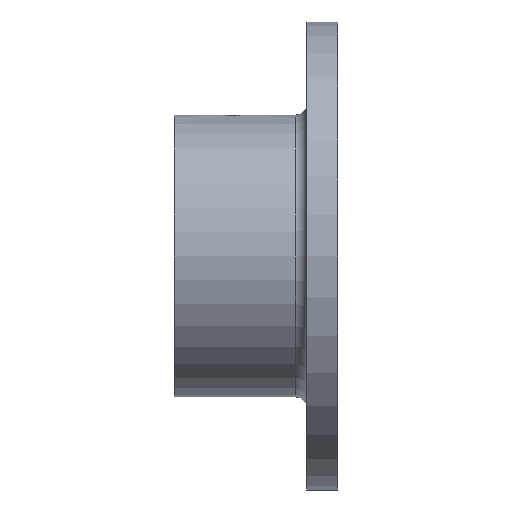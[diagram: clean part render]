
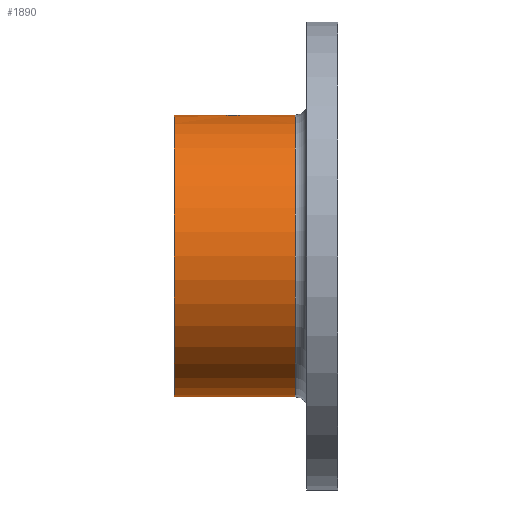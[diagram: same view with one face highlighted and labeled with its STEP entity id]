
A CAD part, left-side view. The second image highlights one B-rep face of the part: STEP entity #1890.
In plain terms, the highlighted cylindrical face has radius 24.1 mm (diameter 48.2 mm), a partial arc.
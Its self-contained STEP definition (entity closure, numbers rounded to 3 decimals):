
#100 = VERTEX_POINT ( 'NONE', #895 ) ;
#113 = VERTEX_POINT ( 'NONE', #2283 ) ;
#180 = CARTESIAN_POINT ( 'NONE',  ( -0.931, 19.888, 24.082 ) ) ;
#393 = CARTESIAN_POINT ( 'NONE',  ( 0., 28., -24.1 ) ) ;
#895 = CARTESIAN_POINT ( 'NONE',  ( 0., 7.3, -24.1 ) ) ;
#1134 = CARTESIAN_POINT ( 'NONE',  ( -0.544, 15.967, 24.094 ) ) ;
#1493 = CARTESIAN_POINT ( 'NONE',  ( -0.276, 20.086, 24.099 ) ) ;
#1772 = VERTEX_POINT ( 'NONE', #3981 ) ;
#1866 = VERTEX_POINT ( 'NONE', #393 ) ;
#1890 = ADVANCED_FACE ( 'NONE', ( #19710 ), #9377, .T. ) ;
#2016 = CARTESIAN_POINT ( 'NONE',  ( 0., 0., 24.1 ) ) ;
#2260 = CARTESIAN_POINT ( 'NONE',  ( 0., 0., 24.1 ) ) ;
#2283 = CARTESIAN_POINT ( 'NONE',  ( 0., 7.3, 24.1 ) ) ;
#2679 = VECTOR ( 'NONE', #14768, 1000. ) ;
#2840 = LINE ( 'NONE', #2016, #12516 ) ;
#3195 = CARTESIAN_POINT ( 'NONE',  ( -2.033, 18.545, 24.014 ) ) ;
#3478 = CARTESIAN_POINT ( 'NONE',  ( -1.822, 19.053, 24.031 ) ) ;
#3767 = DIRECTION ( 'NONE',  ( 0., -1., 0. ) ) ;
#3981 = CARTESIAN_POINT ( 'NONE',  ( 0., 20.1, 24.1 ) ) ;
#4163 = CARTESIAN_POINT ( 'NONE',  ( -0.677, 16.007, 24.091 ) ) ;
#4203 = DIRECTION ( 'NONE',  ( 0., 0., -1. ) ) ;
#4853 = CARTESIAN_POINT ( 'NONE',  ( -1.053, 19.822, 24.077 ) ) ;
#4925 = CARTESIAN_POINT ( 'NONE',  ( -1.888, 18.931, 24.026 ) ) ;
#5256 = ORIENTED_EDGE ( 'NONE', *, *, #7726, .F. ) ;
#5947 = CARTESIAN_POINT ( 'NONE',  ( -1.281, 16.33, 24.066 ) ) ;
#6011 = AXIS2_PLACEMENT_3D ( 'NONE', #15381, #10431, #15318 ) ;
#6175 = CARTESIAN_POINT ( 'NONE',  ( 0., 20.1, 24.1 ) ) ;
#6388 = CARTESIAN_POINT ( 'NONE',  ( -1.993, 18.676, 24.018 ) ) ;
#6418 = CARTESIAN_POINT ( 'NONE',  ( -2.1, 18., 24.008 ) ) ;
#6576 = CARTESIAN_POINT ( 'NONE',  ( -2.1, 18.137, 24.008 ) ) ;
#6935 = CARTESIAN_POINT ( 'NONE',  ( 0., 15.9, 24.1 ) ) ;
#7249 = DIRECTION ( 'NONE',  ( 0., -1., 0. ) ) ;
#7423 = CARTESIAN_POINT ( 'NONE',  ( -1.679, 16.709, 24.042 ) ) ;
#7555 = CARTESIAN_POINT ( 'NONE',  ( 0., 15.9, 24.1 ) ) ;
#7561 = VECTOR ( 'NONE', #3767, 1000. ) ;
#7726 = EDGE_CURVE ( 'NONE', #1772, #16001, #9288, .T. ) ;
#7781 = CARTESIAN_POINT ( 'NONE',  ( -0.137, 20.1, 24.1 ) ) ;
#7991 = CARTESIAN_POINT ( 'NONE',  ( -1.67, 19.281, 24.042 ) ) ;
#8183 = DIRECTION ( 'NONE',  ( 0., 0., -1. ) ) ;
#8200 = CARTESIAN_POINT ( 'NONE',  ( -2.1, 18., 24.008 ) ) ;
#8255 = DIRECTION ( 'NONE',  ( 0., -1., 0. ) ) ;
#8571 = ORIENTED_EDGE ( 'NONE', *, *, #14682, .T. ) ;
#8617 = AXIS2_PLACEMENT_3D ( 'NONE', #19066, #12725, #8183 ) ;
#8958 = CARTESIAN_POINT ( 'NONE',  ( -0.932, 16.113, 24.082 ) ) ;
#9041 = EDGE_CURVE ( 'NONE', #113, #100, #18287, .T. ) ;
#9090 = CARTESIAN_POINT ( 'NONE',  ( -2.045, 17.449, 24.013 ) ) ;
#9288 = B_SPLINE_CURVE_WITH_KNOTS ( 'NONE', 3,
 ( #6175, #7781, #1493, #9385, #9649, #180, #4853, #14278, #14406, #12675, #7991, #3478, #4925, #6388, #3195, #15790, #6576, #8200 ),
 .UNSPECIFIED., .F., .F.,
 ( 4, 2, 2, 2, 2, 2, 2, 2, 4 ),
 ( 0.003, 0.004, 0.004, 0.005, 0.005, 0.005, 0.006, 0.006, 0.007 ),
 .UNSPECIFIED. ) ;
#9377 = CYLINDRICAL_SURFACE ( 'NONE', #6011, 24.1 ) ;
#9385 = CARTESIAN_POINT ( 'NONE',  ( -0.545, 20.033, 24.094 ) ) ;
#9649 = CARTESIAN_POINT ( 'NONE',  ( -0.676, 19.993, 24.091 ) ) ;
#10221 = B_SPLINE_CURVE_WITH_KNOTS ( 'NONE', 3,
 ( #12059, #13640, #9090, #17010, #7423, #10743, #5947, #16734, #8958, #4163, #1134, #15218, #15354, #7555 ),
 .UNSPECIFIED., .F., .F.,
 ( 4, 2, 2, 2, 2, 2, 4 ),
 ( 0.007, 0.007, 0.008, 0.009, 0.009, 0.009, 0.01 ),
 .UNSPECIFIED. ) ;
#10367 = ORIENTED_EDGE ( 'NONE', *, *, #9041, .F. ) ;
#10431 = DIRECTION ( 'NONE',  ( 0., -1., 0. ) ) ;
#10743 = CARTESIAN_POINT ( 'NONE',  ( -1.389, 16.419, 24.06 ) ) ;
#10779 = EDGE_LOOP ( 'NONE', ( #12203, #16477, #8571, #10367, #16175, #13751, #5256 ) ) ;
#11404 = EDGE_CURVE ( 'NONE', #16001, #12996, #10221, .T. ) ;
#11955 = CARTESIAN_POINT ( 'NONE',  ( 0., 28., 0. ) ) ;
#12059 = CARTESIAN_POINT ( 'NONE',  ( -2.1, 18., 24.008 ) ) ;
#12203 = ORIENTED_EDGE ( 'NONE', *, *, #14711, .F. ) ;
#12516 = VECTOR ( 'NONE', #8255, 1000. ) ;
#12675 = CARTESIAN_POINT ( 'NONE',  ( -1.583, 19.387, 24.048 ) ) ;
#12725 = DIRECTION ( 'NONE',  ( 0., -1., 0. ) ) ;
#12996 = VERTEX_POINT ( 'NONE', #6935 ) ;
#13232 = CARTESIAN_POINT ( 'NONE',  ( 0., 0., -24.1 ) ) ;
#13384 = EDGE_CURVE ( 'NONE', #12996, #113, #2840, .T. ) ;
#13435 = AXIS2_PLACEMENT_3D ( 'NONE', #11955, #7249, #4203 ) ;
#13640 = CARTESIAN_POINT ( 'NONE',  ( -2.1, 17.726, 24.008 ) ) ;
#13751 = ORIENTED_EDGE ( 'NONE', *, *, #11404, .F. ) ;
#14008 = LINE ( 'NONE', #2260, #7561 ) ;
#14278 = CARTESIAN_POINT ( 'NONE',  ( -1.281, 19.67, 24.066 ) ) ;
#14406 = CARTESIAN_POINT ( 'NONE',  ( -1.387, 19.583, 24.06 ) ) ;
#14682 = EDGE_CURVE ( 'NONE', #1866, #100, #15284, .T. ) ;
#14711 = EDGE_CURVE ( 'NONE', #19556, #1772, #14008, .T. ) ;
#14768 = DIRECTION ( 'NONE',  ( 0., -1., 0. ) ) ;
#15218 = CARTESIAN_POINT ( 'NONE',  ( -0.275, 15.914, 24.099 ) ) ;
#15284 = LINE ( 'NONE', #13232, #2679 ) ;
#15318 = DIRECTION ( 'NONE',  ( 0., 0., -1. ) ) ;
#15323 = CIRCLE ( 'NONE', #13435, 24.1 ) ;
#15354 = CARTESIAN_POINT ( 'NONE',  ( -0.139, 15.9, 24.1 ) ) ;
#15381 = CARTESIAN_POINT ( 'NONE',  ( 0., 0., 0. ) ) ;
#15790 = CARTESIAN_POINT ( 'NONE',  ( -2.086, 18.276, 24.01 ) ) ;
#16001 = VERTEX_POINT ( 'NONE', #6418 ) ;
#16175 = ORIENTED_EDGE ( 'NONE', *, *, #13384, .F. ) ;
#16477 = ORIENTED_EDGE ( 'NONE', *, *, #20391, .T. ) ;
#16734 = CARTESIAN_POINT ( 'NONE',  ( -1.052, 16.177, 24.077 ) ) ;
#17010 = CARTESIAN_POINT ( 'NONE',  ( -1.835, 16.944, 24.03 ) ) ;
#18287 = CIRCLE ( 'NONE', #8617, 24.1 ) ;
#19066 = CARTESIAN_POINT ( 'NONE',  ( 0., 7.3, 0. ) ) ;
#19556 = VERTEX_POINT ( 'NONE', #20443 ) ;
#19710 = FACE_OUTER_BOUND ( 'NONE', #10779, .T. ) ;
#20391 = EDGE_CURVE ( 'NONE', #19556, #1866, #15323, .T. ) ;
#20443 = CARTESIAN_POINT ( 'NONE',  ( 0., 28., 24.1 ) ) ;
